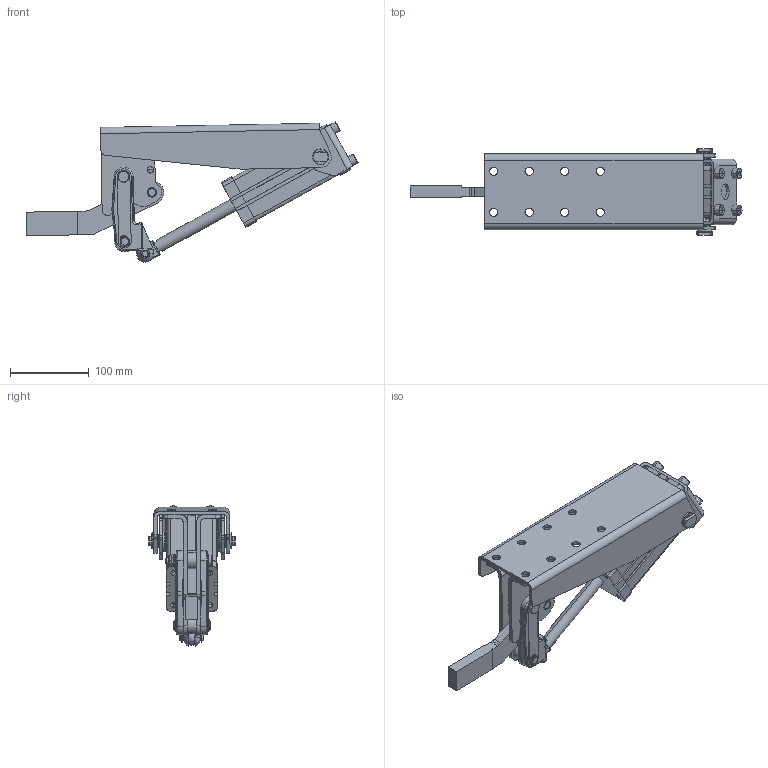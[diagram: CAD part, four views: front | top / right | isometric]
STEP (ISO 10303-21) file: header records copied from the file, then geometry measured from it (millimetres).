
FILE_DESCRIPTION((''),'2;1');
FILE_NAME('765.L.stp','2005-09-28T12:50:17',('CAD'),(''),'Autodesk Inventor 8','Autodesk Inventor 8','');
FILE_SCHEMA(('AUTOMOTIVE_DESIGN { 1 0 10303 214 1 1 1 1 }'));
Length unit declared in the file: millimetre
Products named in the file (1): Part10
Bounding box: 420.69 x 109.5 x 177.67 mm (x, y, z)
Volume: 1069195.9 mm3; surface area: 256845.3 mm2
Topology: 1 solids, 124 shells, 2694 faces, 7453 edges, 4875 vertices
Faces by surface type: plane 1639, cylinder 731, cone 174, bspline 122, torus 20, sphere 8
Entity records: 87131 total; most frequent: CARTESIAN_POINT 21137, ORIENTED_EDGE 14854, DIRECTION 13221, EDGE_CURVE 7427, VERTEX_POINT 4875, AXIS2_PLACEMENT_3D 4867, VECTOR 3487, LINE 3487
